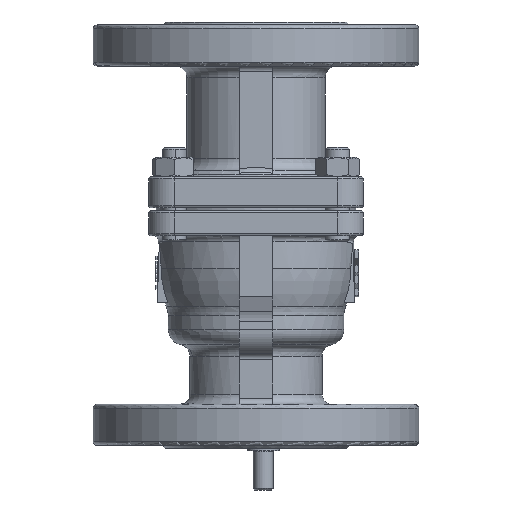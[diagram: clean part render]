
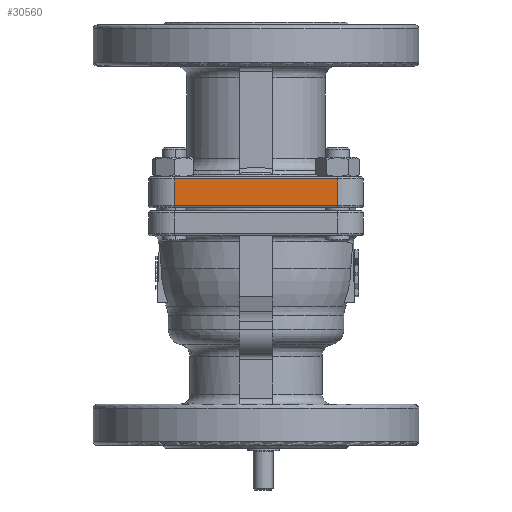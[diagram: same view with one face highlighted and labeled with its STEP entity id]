
A CAD part, front view. The second image highlights one B-rep face of the part: STEP entity #30560.
In plain terms, the highlighted planar face has unit normal (0, -1, 0).
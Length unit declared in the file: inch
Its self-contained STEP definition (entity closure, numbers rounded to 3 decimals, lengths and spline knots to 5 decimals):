
#188 = PLANE ( 'NONE',  #34152 ) ;
#756 = CARTESIAN_POINT ( 'NONE',  ( 1.62795, -2.13976, 1.58185 ) ) ;
#901 = CARTESIAN_POINT ( 'NONE',  ( 1.62795, -2.13976, 1.05036 ) ) ;
#1431 = EDGE_LOOP ( 'NONE', ( #25163, #37933, #40071, #13123 ) ) ;
#4089 = VERTEX_POINT ( 'NONE', #40135 ) ;
#4654 = CARTESIAN_POINT ( 'NONE',  ( -1.62795, -2.13976, 1.22752 ) ) ;
#10250 = CARTESIAN_POINT ( 'NONE',  ( -1.62795, -2.13976, -5.04118 ) ) ;
#10272 = VERTEX_POINT ( 'NONE', #28995 ) ;
#10755 = B_SPLINE_CURVE_WITH_KNOTS ( 'NONE', 3,
 ( #17748, #37204, #4654, #14053 ),
 .UNSPECIFIED., .F., .F.,
 ( 4, 4 ),
 ( 0., 1. ),
 .UNSPECIFIED. ) ;
#11806 = CARTESIAN_POINT ( 'NONE',  ( 1.62795, -2.13976, 1.58185 ) ) ;
#11982 = B_SPLINE_CURVE_WITH_KNOTS ( 'NONE', 3,
 ( #19413, #12019, #15274, #11806 ),
 .UNSPECIFIED., .F., .F.,
 ( 4, 4 ),
 ( 0., 1. ),
 .UNSPECIFIED. ) ;
#12019 = CARTESIAN_POINT ( 'NONE',  ( -0.54265, -2.13976, 1.58185 ) ) ;
#12626 = EDGE_CURVE ( 'NONE', #4089, #10272, #10755, .T. ) ;
#13123 = ORIENTED_EDGE ( 'NONE', *, *, #15419, .T. ) ;
#13719 = EDGE_CURVE ( 'NONE', #15955, #32896, #21681, .T. ) ;
#14053 = CARTESIAN_POINT ( 'NONE',  ( -1.62795, -2.13976, 1.05036 ) ) ;
#15274 = CARTESIAN_POINT ( 'NONE',  ( 0.54265, -2.13976, 1.58185 ) ) ;
#15419 = EDGE_CURVE ( 'NONE', #10272, #32896, #34649, .T. ) ;
#15955 = VERTEX_POINT ( 'NONE', #756 ) ;
#17748 = CARTESIAN_POINT ( 'NONE',  ( -1.62795, -2.13976, 1.58185 ) ) ;
#18579 = CARTESIAN_POINT ( 'NONE',  ( -0.54265, -2.13976, 1.05036 ) ) ;
#19413 = CARTESIAN_POINT ( 'NONE',  ( -1.62795, -2.13976, 1.58185 ) ) ;
#21681 = B_SPLINE_CURVE_WITH_KNOTS ( 'NONE', 3,
 ( #31496, #24729, #31715, #41554 ),
 .UNSPECIFIED., .F., .F.,
 ( 4, 4 ),
 ( 0., 1. ),
 .UNSPECIFIED. ) ;
#24729 = CARTESIAN_POINT ( 'NONE',  ( 1.62795, -2.13976, 1.40469 ) ) ;
#25163 = ORIENTED_EDGE ( 'NONE', *, *, #13719, .F. ) ;
#26046 = CARTESIAN_POINT ( 'NONE',  ( -1.62795, -2.13976, 1.05036 ) ) ;
#28995 = CARTESIAN_POINT ( 'NONE',  ( -1.62795, -2.13976, 1.05036 ) ) ;
#30531 = DIRECTION ( 'NONE',  ( 0., -1., 0. ) ) ;
#30560 = ADVANCED_FACE ( 'NONE', ( #40799 ), #188, .T. ) ;
#31496 = CARTESIAN_POINT ( 'NONE',  ( 1.62795, -2.13976, 1.58185 ) ) ;
#31715 = CARTESIAN_POINT ( 'NONE',  ( 1.62795, -2.13976, 1.22752 ) ) ;
#32166 = CARTESIAN_POINT ( 'NONE',  ( 0.54265, -2.13976, 1.05036 ) ) ;
#32896 = VERTEX_POINT ( 'NONE', #901 ) ;
#34152 = AXIS2_PLACEMENT_3D ( 'NONE', #10250, #30531, #40586 ) ;
#34649 = B_SPLINE_CURVE_WITH_KNOTS ( 'NONE', 3,
 ( #26046, #18579, #32166, #35401 ),
 .UNSPECIFIED., .F., .F.,
 ( 4, 4 ),
 ( 0., 1. ),
 .UNSPECIFIED. ) ;
#35401 = CARTESIAN_POINT ( 'NONE',  ( 1.62795, -2.13976, 1.05036 ) ) ;
#37204 = CARTESIAN_POINT ( 'NONE',  ( -1.62795, -2.13976, 1.40469 ) ) ;
#37933 = ORIENTED_EDGE ( 'NONE', *, *, #41463, .F. ) ;
#40071 = ORIENTED_EDGE ( 'NONE', *, *, #12626, .T. ) ;
#40135 = CARTESIAN_POINT ( 'NONE',  ( -1.62795, -2.13976, 1.58185 ) ) ;
#40586 = DIRECTION ( 'NONE',  ( 0., 0., -1. ) ) ;
#40799 = FACE_OUTER_BOUND ( 'NONE', #1431, .T. ) ;
#41463 = EDGE_CURVE ( 'NONE', #4089, #15955, #11982, .T. ) ;
#41554 = CARTESIAN_POINT ( 'NONE',  ( 1.62795, -2.13976, 1.05036 ) ) ;
